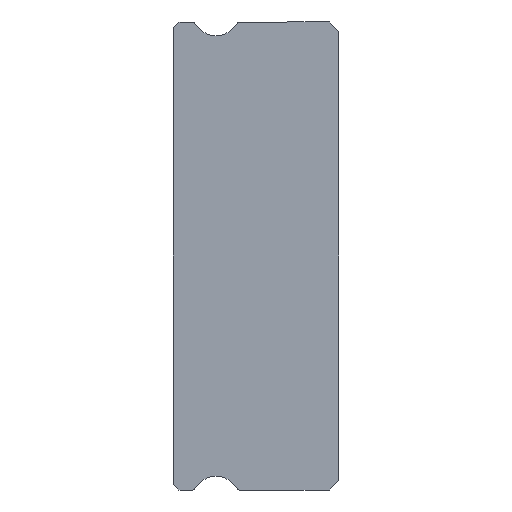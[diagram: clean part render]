
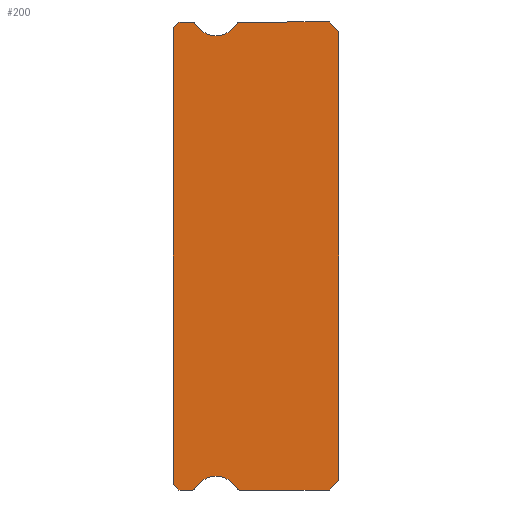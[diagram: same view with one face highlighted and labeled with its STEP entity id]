
A CAD part, left-side view. The second image highlights one B-rep face of the part: STEP entity #200.
In plain terms, the highlighted planar face has unit normal (-1, 0, 0).
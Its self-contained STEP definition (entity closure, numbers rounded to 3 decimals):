
#6 = EDGE_CURVE ( 'NONE', #819, #656, #969, .T. ) ;
#8 = LINE ( 'NONE', #270, #1024 ) ;
#11 = ORIENTED_EDGE ( 'NONE', *, *, #230, .T. ) ;
#16 = DIRECTION ( 'NONE',  ( 1., 0., 0. ) ) ;
#27 = LINE ( 'NONE', #653, #1098 ) ;
#30 = AXIS2_PLACEMENT_3D ( 'NONE', #998, #1091, #209 ) ;
#62 = CARTESIAN_POINT ( 'NONE',  ( -15., 7.512, 12. ) ) ;
#65 = VERTEX_POINT ( 'NONE', #431 ) ;
#70 = DIRECTION ( 'NONE',  ( -1., 0., 0. ) ) ;
#72 = VERTEX_POINT ( 'NONE', #717 ) ;
#83 = EDGE_CURVE ( 'NONE', #656, #342, #8, .T. ) ;
#91 = DIRECTION ( 'NONE',  ( 0., 1., 0. ) ) ;
#97 = DIRECTION ( 'NONE',  ( -1., 0., 0. ) ) ;
#104 = AXIS2_PLACEMENT_3D ( 'NONE', #948, #595, #876 ) ;
#106 = VERTEX_POINT ( 'NONE', #710 ) ;
#107 = LINE ( 'NONE', #638, #178 ) ;
#115 = DIRECTION ( 'NONE',  ( 0., 0., -1. ) ) ;
#133 = ORIENTED_EDGE ( 'NONE', *, *, #323, .F. ) ;
#136 = DIRECTION ( 'NONE',  ( 1., 0., 0. ) ) ;
#140 = CARTESIAN_POINT ( 'NONE',  ( -15., 7.512, -11.85 ) ) ;
#146 = LINE ( 'NONE', #226, #432 ) ;
#164 = CARTESIAN_POINT ( 'NONE',  ( -15., 8.2, 12. ) ) ;
#175 = AXIS2_PLACEMENT_3D ( 'NONE', #502, #759, #1108 ) ;
#178 = VECTOR ( 'NONE', #448, 1000. ) ;
#179 = CIRCLE ( 'NONE', #104, 0.15 ) ;
#180 = EDGE_CURVE ( 'NONE', #995, #106, #295, .T. ) ;
#185 = DIRECTION ( 'NONE',  ( 0., 0., 1. ) ) ;
#197 = VECTOR ( 'NONE', #185, 1000. ) ;
#198 = DIRECTION ( 'NONE',  ( 0., 0., -1. ) ) ;
#200 = ADVANCED_FACE ( 'NONE', ( #364 ), #1004, .F. ) ;
#202 = CARTESIAN_POINT ( 'NONE',  ( -15., 8.5, 11.85 ) ) ;
#207 = CARTESIAN_POINT ( 'NONE',  ( -15., 8.5, 11.7 ) ) ;
#209 = DIRECTION ( 'NONE',  ( 0., 0., -1. ) ) ;
#220 = VERTEX_POINT ( 'NONE', #833 ) ;
#226 = CARTESIAN_POINT ( 'NONE',  ( -15., 0.5, 12. ) ) ;
#230 = EDGE_CURVE ( 'NONE', #684, #887, #27, .T. ) ;
#239 = EDGE_CURVE ( 'NONE', #65, #1003, #927, .T. ) ;
#241 = ORIENTED_EDGE ( 'NONE', *, *, #239, .F. ) ;
#253 = VECTOR ( 'NONE', #558, 1000. ) ;
#260 = EDGE_CURVE ( 'NONE', #220, #65, #396, .T. ) ;
#267 = AXIS2_PLACEMENT_3D ( 'NONE', #140, #844, #1125 ) ;
#270 = CARTESIAN_POINT ( 'NONE',  ( -15., 7.512, -12. ) ) ;
#271 = CIRCLE ( 'NONE', #881, 1.25 ) ;
#279 = ORIENTED_EDGE ( 'NONE', *, *, #6, .F. ) ;
#283 = LINE ( 'NONE', #977, #197 ) ;
#286 = CARTESIAN_POINT ( 'NONE',  ( -15., 7.512, 12. ) ) ;
#295 = LINE ( 'NONE', #202, #841 ) ;
#296 = CARTESIAN_POINT ( 'NONE',  ( -15., 5.088, -11.85 ) ) ;
#300 = CARTESIAN_POINT ( 'NONE',  ( -15., 5.088, 11.85 ) ) ;
#321 = ORIENTED_EDGE ( 'NONE', *, *, #950, .T. ) ;
#323 = EDGE_CURVE ( 'NONE', #1003, #405, #146, .T. ) ;
#333 = CARTESIAN_POINT ( 'NONE',  ( -15., 0., 11.5 ) ) ;
#336 = ORIENTED_EDGE ( 'NONE', *, *, #180, .F. ) ;
#342 = VERTEX_POINT ( 'NONE', #1026 ) ;
#350 = CARTESIAN_POINT ( 'NONE',  ( -15., 5.217, -11.925 ) ) ;
#362 = DIRECTION ( 'NONE',  ( 0., 1., 0. ) ) ;
#364 = FACE_OUTER_BOUND ( 'NONE', #443, .T. ) ;
#377 = ORIENTED_EDGE ( 'NONE', *, *, #1049, .F. ) ;
#396 = CIRCLE ( 'NONE', #915, 0.15 ) ;
#404 = CARTESIAN_POINT ( 'NONE',  ( -15., 0.5, -12. ) ) ;
#405 = VERTEX_POINT ( 'NONE', #333 ) ;
#422 = DIRECTION ( 'NONE',  ( 0., 0., -1. ) ) ;
#424 = VERTEX_POINT ( 'NONE', #753 ) ;
#431 = CARTESIAN_POINT ( 'NONE',  ( -15., 5.088, 12. ) ) ;
#432 = VECTOR ( 'NONE', #1032, 1000. ) ;
#443 = EDGE_LOOP ( 'NONE', ( #336, #1134, #11, #859, #858, #766, #830, #279, #517, #133, #241, #748, #377, #814, #1127, #1112, #321 ) ) ;
#448 = DIRECTION ( 'NONE',  ( 0., -0.707, -0.707 ) ) ;
#481 = VERTEX_POINT ( 'NONE', #164 ) ;
#502 = CARTESIAN_POINT ( 'NONE',  ( -15., 6.3, -12.55 ) ) ;
#509 = VECTOR ( 'NONE', #982, 1000. ) ;
#517 = ORIENTED_EDGE ( 'NONE', *, *, #999, .T. ) ;
#524 = CIRCLE ( 'NONE', #175, 1.25 ) ;
#550 = CARTESIAN_POINT ( 'NONE',  ( -15., 0.5, 12. ) ) ;
#556 = CARTESIAN_POINT ( 'NONE',  ( -15., 8.2, 12. ) ) ;
#558 = DIRECTION ( 'NONE',  ( 0., -1., 0. ) ) ;
#595 = DIRECTION ( 'NONE',  ( 1., 0., 0. ) ) ;
#599 = AXIS2_PLACEMENT_3D ( 'NONE', #296, #16, #901 ) ;
#613 = EDGE_CURVE ( 'NONE', #342, #1077, #1046, .T. ) ;
#627 = CARTESIAN_POINT ( 'NONE',  ( -15., 8.5, -11.7 ) ) ;
#638 = CARTESIAN_POINT ( 'NONE',  ( -15., 8.2, -12. ) ) ;
#646 = DIRECTION ( 'NONE',  ( 0., 0., 1. ) ) ;
#653 = CARTESIAN_POINT ( 'NONE',  ( -15., 7.512, -12. ) ) ;
#656 = VERTEX_POINT ( 'NONE', #404 ) ;
#684 = VERTEX_POINT ( 'NONE', #1110 ) ;
#704 = EDGE_CURVE ( 'NONE', #424, #887, #935, .T. ) ;
#710 = CARTESIAN_POINT ( 'NONE',  ( -15., 8.5, 11.7 ) ) ;
#713 = CIRCLE ( 'NONE', #1027, 1.25 ) ;
#717 = CARTESIAN_POINT ( 'NONE',  ( -15., 6.3, 11.3 ) ) ;
#737 = EDGE_CURVE ( 'NONE', #1077, #424, #524, .T. ) ;
#740 = DIRECTION ( 'NONE',  ( 0., -1., 0. ) ) ;
#748 = ORIENTED_EDGE ( 'NONE', *, *, #260, .F. ) ;
#753 = CARTESIAN_POINT ( 'NONE',  ( -15., 7.383, -11.925 ) ) ;
#759 = DIRECTION ( 'NONE',  ( -1., 0., 0. ) ) ;
#763 = VERTEX_POINT ( 'NONE', #62 ) ;
#766 = ORIENTED_EDGE ( 'NONE', *, *, #613, .F. ) ;
#789 = CARTESIAN_POINT ( 'NONE',  ( -15., 7.512, -12. ) ) ;
#790 = DIRECTION ( 'NONE',  ( 0., 0.707, -0.707 ) ) ;
#814 = ORIENTED_EDGE ( 'NONE', *, *, #916, .F. ) ;
#819 = VERTEX_POINT ( 'NONE', #967 ) ;
#830 = ORIENTED_EDGE ( 'NONE', *, *, #83, .F. ) ;
#833 = CARTESIAN_POINT ( 'NONE',  ( -15., 5.217, 11.925 ) ) ;
#841 = VECTOR ( 'NONE', #646, 1000. ) ;
#844 = DIRECTION ( 'NONE',  ( 1., 0., 0. ) ) ;
#848 = LINE ( 'NONE', #556, #867 ) ;
#858 = ORIENTED_EDGE ( 'NONE', *, *, #737, .F. ) ;
#859 = ORIENTED_EDGE ( 'NONE', *, *, #704, .F. ) ;
#865 = CARTESIAN_POINT ( 'NONE',  ( -15., 6.3, 12.55 ) ) ;
#867 = VECTOR ( 'NONE', #362, 1000. ) ;
#876 = DIRECTION ( 'NONE',  ( 0., 0., -1. ) ) ;
#881 = AXIS2_PLACEMENT_3D ( 'NONE', #921, #97, #198 ) ;
#887 = VERTEX_POINT ( 'NONE', #789 ) ;
#901 = DIRECTION ( 'NONE',  ( 0., 0., -1. ) ) ;
#903 = EDGE_CURVE ( 'NONE', #763, #481, #848, .T. ) ;
#915 = AXIS2_PLACEMENT_3D ( 'NONE', #300, #136, #115 ) ;
#916 = EDGE_CURVE ( 'NONE', #1001, #72, #271, .T. ) ;
#921 = CARTESIAN_POINT ( 'NONE',  ( -15., 6.3, 12.55 ) ) ;
#927 = LINE ( 'NONE', #286, #253 ) ;
#935 = CIRCLE ( 'NONE', #267, 0.15 ) ;
#941 = EDGE_CURVE ( 'NONE', #995, #684, #107, .T. ) ;
#948 = CARTESIAN_POINT ( 'NONE',  ( -15., 7.512, 11.85 ) ) ;
#950 = EDGE_CURVE ( 'NONE', #481, #106, #1002, .T. ) ;
#962 = CARTESIAN_POINT ( 'NONE',  ( -15., 0., -11.5 ) ) ;
#967 = CARTESIAN_POINT ( 'NONE',  ( -15., 0., -11.5 ) ) ;
#969 = LINE ( 'NONE', #962, #1135 ) ;
#977 = CARTESIAN_POINT ( 'NONE',  ( -15., 0., 11.5 ) ) ;
#982 = DIRECTION ( 'NONE',  ( 0., 0.707, -0.707 ) ) ;
#991 = CARTESIAN_POINT ( 'NONE',  ( -15., 7.383, 11.925 ) ) ;
#995 = VERTEX_POINT ( 'NONE', #627 ) ;
#998 = CARTESIAN_POINT ( 'NONE',  ( -15., 7.512, 11.85 ) ) ;
#999 = EDGE_CURVE ( 'NONE', #819, #405, #283, .T. ) ;
#1001 = VERTEX_POINT ( 'NONE', #991 ) ;
#1002 = LINE ( 'NONE', #207, #509 ) ;
#1003 = VERTEX_POINT ( 'NONE', #550 ) ;
#1004 = PLANE ( 'NONE',  #30 ) ;
#1024 = VECTOR ( 'NONE', #91, 1000. ) ;
#1026 = CARTESIAN_POINT ( 'NONE',  ( -15., 5.088, -12. ) ) ;
#1027 = AXIS2_PLACEMENT_3D ( 'NONE', #865, #70, #422 ) ;
#1032 = DIRECTION ( 'NONE',  ( 0., -0.707, -0.707 ) ) ;
#1046 = CIRCLE ( 'NONE', #599, 0.15 ) ;
#1049 = EDGE_CURVE ( 'NONE', #72, #220, #713, .T. ) ;
#1077 = VERTEX_POINT ( 'NONE', #350 ) ;
#1091 = DIRECTION ( 'NONE',  ( 1., 0., 0. ) ) ;
#1098 = VECTOR ( 'NONE', #740, 1000. ) ;
#1108 = DIRECTION ( 'NONE',  ( 0., 0., -1. ) ) ;
#1110 = CARTESIAN_POINT ( 'NONE',  ( -15., 8.2, -12. ) ) ;
#1112 = ORIENTED_EDGE ( 'NONE', *, *, #903, .T. ) ;
#1117 = EDGE_CURVE ( 'NONE', #763, #1001, #179, .T. ) ;
#1125 = DIRECTION ( 'NONE',  ( 0., 0., -1. ) ) ;
#1127 = ORIENTED_EDGE ( 'NONE', *, *, #1117, .F. ) ;
#1134 = ORIENTED_EDGE ( 'NONE', *, *, #941, .T. ) ;
#1135 = VECTOR ( 'NONE', #790, 1000. ) ;
